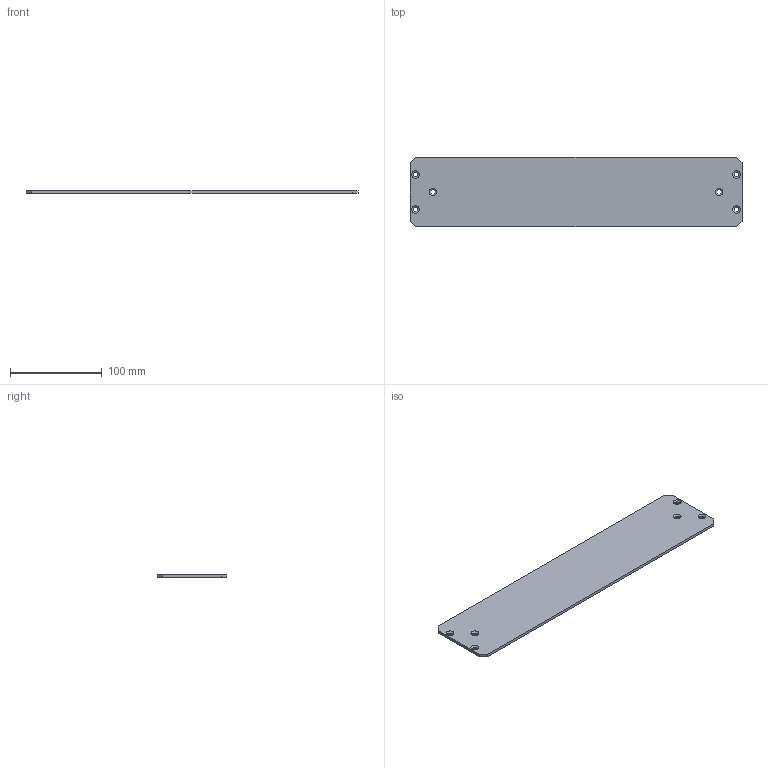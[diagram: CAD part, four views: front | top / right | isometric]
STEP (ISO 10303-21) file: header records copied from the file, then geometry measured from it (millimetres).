
FILE_DESCRIPTION(/* description */ ('FWD SEAT MOUNT CROSSMEMBER'),/* implementation_level */ '2;1');
FILE_NAME(/* name */ 'OH3A2-10_FWD SEAT MOUNT CROSSMEMBER_-_V94.step',/* time_stamp */ '2023-05-22T00:40:54-05:00',/* author */ (''),/* organization */ (''),/* preprocessor_version */ 'ST-DEVELOPER v19.2',/* originating_system */ 'Autodesk Translation Framework v12.4.0.73',/* authorisation */ '');
FILE_SCHEMA (('AUTOMOTIVE_DESIGN { 1 0 10303 214 3 1 1 }'));
Length unit declared in the file: inch
Products named in the file (1): OH3A2-10
Bounding box: 361.95 x 76.2 x 3.17 mm (x, y, z)
Volume: 86802 mm3; surface area: 57732.2 mm2
Topology: 1 solids, 1 shells, 22 faces, 54 edges, 34 vertices
Faces by surface type: plane 10, cylinder 6, cone 6
Full cylindrical faces by diameter (mm): 4.915 x6
Entity records: 707 total; most frequent: DIRECTION 118, CARTESIAN_POINT 111, ORIENTED_EDGE 108, EDGE_CURVE 54, AXIS2_PLACEMENT_3D 41, LINE 36, VECTOR 36, EDGE_LOOP 34
